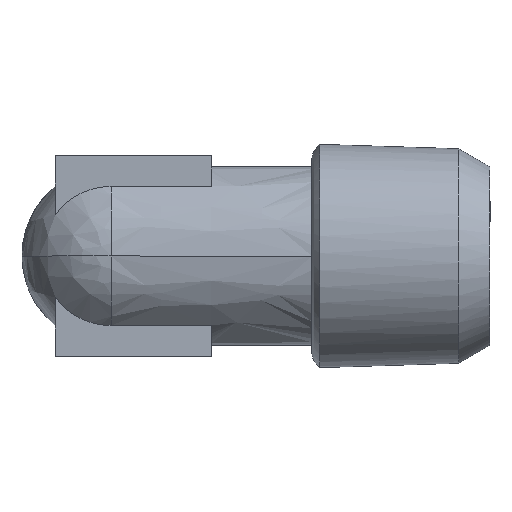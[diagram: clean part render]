
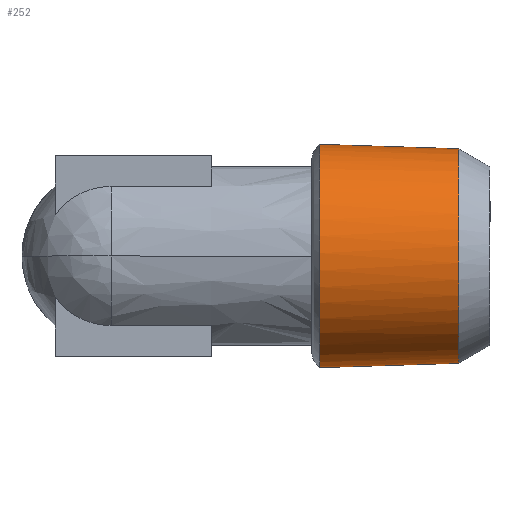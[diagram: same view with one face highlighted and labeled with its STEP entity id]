
A CAD part, left-side view. The second image highlights one B-rep face of the part: STEP entity #252.
In plain terms, the highlighted free-form (B-spline) face has degree [1, 3] with [2, 4] control points.
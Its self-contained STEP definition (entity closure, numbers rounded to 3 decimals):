
#63 = FACE_OUTER_BOUND ( 'NONE', #2706, .T. ) ;
#252 = ADVANCED_FACE ( 'NONE', ( #63 ), #2404, .F. ) ;
#275 = CARTESIAN_POINT ( 'NONE',  ( 1.761, 1.432, -20.185 ) ) ;
#348 = CARTESIAN_POINT ( 'NONE',  ( -7.869, 1.432, -29.815 ) ) ;
#361 = CARTESIAN_POINT ( 'NONE',  ( -7.869, 1.432, -20.185 ) ) ;
#470 = CARTESIAN_POINT ( 'NONE',  ( 1.761, 7.67, -19.99 ) ) ;
#572 = CARTESIAN_POINT ( 'NONE',  ( 1.761, 1.432, -20.185 ) ) ;
#605 = CARTESIAN_POINT ( 'NONE',  ( -8.259, 7.67, -19.99 ) ) ;
#624 = CARTESIAN_POINT ( 'NONE',  ( -7.869, 1.432, -20.185 ) ) ;
#649 = CARTESIAN_POINT ( 'NONE',  ( 1.761, 1.432, -20.185 ) ) ;
#672 = EDGE_CURVE ( 'NONE', #1628, #1714, #872, .T. ) ;
#774 = CARTESIAN_POINT ( 'NONE',  ( -8.259, 7.67, -30.01 ) ) ;
#833 = CARTESIAN_POINT ( 'NONE',  ( 1.761, 1.432, -20.185 ) ) ;
#872 =( BOUNDED_CURVE ( )  B_SPLINE_CURVE ( 3, ( #2634, #2238, #1105, #470 ),
 .UNSPECIFIED., .F., .T. ) 
 B_SPLINE_CURVE_WITH_KNOTS ( ( 4, 4 ),
 ( 0., 3.142 ),
 .UNSPECIFIED. ) 
 CURVE ( )  GEOMETRIC_REPRESENTATION_ITEM ( )  RATIONAL_B_SPLINE_CURVE ( ( 0.976, 0.325, 0.325, 0.976 ) ) 
 REPRESENTATION_ITEM ( '' )  );
#1028 = EDGE_CURVE ( 'NONE', #1628, #2051, #2195, .T. ) ;
#1063 = CARTESIAN_POINT ( 'NONE',  ( 1.761, 1.432, -29.815 ) ) ;
#1105 = CARTESIAN_POINT ( 'NONE',  ( -8.259, 7.67, -19.99 ) ) ;
#1263 = CARTESIAN_POINT ( 'NONE',  ( 1.761, 7.67, -19.99 ) ) ;
#1330 = EDGE_CURVE ( 'NONE', #2726, #2051, #2819, .T. ) ;
#1342 = ORIENTED_EDGE ( 'NONE', *, *, #2092, .T. ) ;
#1429 = CARTESIAN_POINT ( 'NONE',  ( 1.761, 7.67, -30.01 ) ) ;
#1448 = CARTESIAN_POINT ( 'NONE',  ( 1.761, 7.67, -19.99 ) ) ;
#1469 = ORIENTED_EDGE ( 'NONE', *, *, #1028, .T. ) ;
#1628 = VERTEX_POINT ( 'NONE', #1429 ) ;
#1646 = CARTESIAN_POINT ( 'NONE',  ( 1.761, 1.432, -29.815 ) ) ;
#1690 = CARTESIAN_POINT ( 'NONE',  ( -7.869, 1.432, -29.815 ) ) ;
#1698 = CARTESIAN_POINT ( 'NONE',  ( 1.761, 1.432, -29.815 ) ) ;
#1714 = VERTEX_POINT ( 'NONE', #1448 ) ;
#1749 = ORIENTED_EDGE ( 'NONE', *, *, #1330, .F. ) ;
#1908 = CARTESIAN_POINT ( 'NONE',  ( 1.761, 7.67, -19.99 ) ) ;
#2051 = VERTEX_POINT ( 'NONE', #1063 ) ;
#2055 = B_SPLINE_CURVE_WITH_KNOTS ( 'NONE', 1,
 ( #649, #1263 ),
 .UNSPECIFIED., .F., .F.,
 ( 2, 2 ),
 ( -1., 0. ),
 .UNSPECIFIED. ) ;
#2092 = EDGE_CURVE ( 'NONE', #2726, #1714, #2055, .T. ) ;
#2099 = CARTESIAN_POINT ( 'NONE',  ( 1.761, 7.67, -30.01 ) ) ;
#2195 = B_SPLINE_CURVE_WITH_KNOTS ( 'NONE', 1,
 ( #2341, #2349 ),
 .UNSPECIFIED., .F., .F.,
 ( 2, 2 ),
 ( -1., 0. ),
 .UNSPECIFIED. ) ;
#2238 = CARTESIAN_POINT ( 'NONE',  ( -8.259, 7.67, -30.01 ) ) ;
#2341 = CARTESIAN_POINT ( 'NONE',  ( 1.761, 7.67, -30.01 ) ) ;
#2349 = CARTESIAN_POINT ( 'NONE',  ( 1.761, 1.432, -29.815 ) ) ;
#2404 =( BOUNDED_SURFACE ( )  B_SPLINE_SURFACE ( 1, 3, ( 
 ( #1646, #348, #361, #572 ),
 ( #2099, #774, #605, #1908 ) ),
 .UNSPECIFIED., .F., .F., .T. ) 
 B_SPLINE_SURFACE_WITH_KNOTS ( ( 2, 2 ),
 ( 4, 4 ),
 ( 0., 1. ),
 ( 0., 1. ),
 .UNSPECIFIED. ) 
 GEOMETRIC_REPRESENTATION_ITEM ( )  RATIONAL_B_SPLINE_SURFACE ( (
 ( 1., 0.333, 0.333, 1.),
 ( 1., 0.333, 0.333, 1.) ) ) 
 REPRESENTATION_ITEM ( '' )  SURFACE ( )  );
#2471 = ORIENTED_EDGE ( 'NONE', *, *, #672, .F. ) ;
#2634 = CARTESIAN_POINT ( 'NONE',  ( 1.761, 7.67, -30.01 ) ) ;
#2706 = EDGE_LOOP ( 'NONE', ( #1749, #1342, #2471, #1469 ) ) ;
#2726 = VERTEX_POINT ( 'NONE', #275 ) ;
#2819 =( BOUNDED_CURVE ( )  B_SPLINE_CURVE ( 3, ( #833, #624, #1690, #1698 ),
 .UNSPECIFIED., .F., .F. ) 
 B_SPLINE_CURVE_WITH_KNOTS ( ( 4, 4 ),
 ( -3.142, 0. ),
 .UNSPECIFIED. ) 
 CURVE ( )  GEOMETRIC_REPRESENTATION_ITEM ( )  RATIONAL_B_SPLINE_CURVE ( ( 1., 0.333, 0.333, 1. ) ) 
 REPRESENTATION_ITEM ( '' )  );
